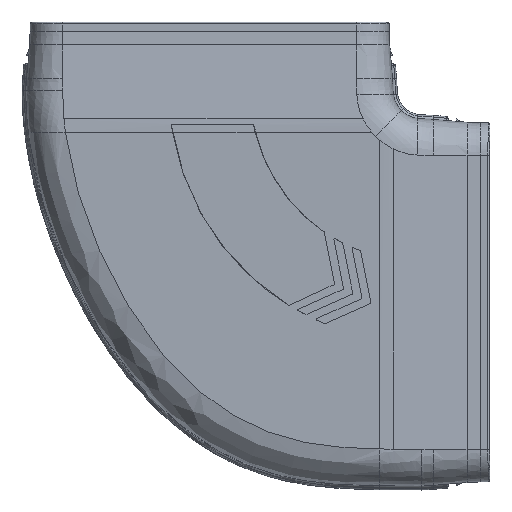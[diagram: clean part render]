
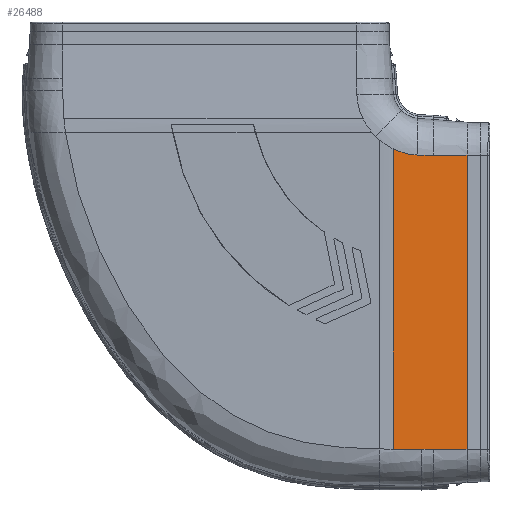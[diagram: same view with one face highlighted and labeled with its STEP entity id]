
A CAD part, top view. The second image highlights one B-rep face of the part: STEP entity #26488.
In plain terms, the highlighted planar face has unit normal (0.083, 0, 0.997).
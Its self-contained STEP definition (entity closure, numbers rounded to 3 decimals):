
#26433=AXIS2_PLACEMENT_3D('Plane Axis2P3D',#26430,#26431,#26432) ;
#22091=CARTESIAN_POINT('Vertex',(-17.451,-35.993,48.655)) ;
#22095=CARTESIAN_POINT('Control Point',(-2.6,-39.915,47.417)) ;
#22096=CARTESIAN_POINT('Control Point',(-3.532,-39.855,47.494)) ;
#22097=CARTESIAN_POINT('Control Point',(-4.46,-39.767,47.572)) ;
#22098=CARTESIAN_POINT('Control Point',(-5.368,-39.655,47.648)) ;
#22099=CARTESIAN_POINT('Control Point',(-6.902,-39.42,47.775)) ;
#22100=CARTESIAN_POINT('Control Point',(-8.423,-39.11,47.902)) ;
#22101=CARTESIAN_POINT('Control Point',(-9.029,-38.975,47.953)) ;
#22102=CARTESIAN_POINT('Control Point',(-10.23,-38.682,48.053)) ;
#22103=CARTESIAN_POINT('Control Point',(-11.419,-38.343,48.152)) ;
#22104=CARTESIAN_POINT('Control Point',(-12.007,-38.163,48.201)) ;
#22105=CARTESIAN_POINT('Control Point',(-13.457,-37.688,48.322)) ;
#22106=CARTESIAN_POINT('Control Point',(-14.897,-37.139,48.442)) ;
#22107=CARTESIAN_POINT('Control Point',(-15.75,-36.787,48.51)) ;
#22108=CARTESIAN_POINT('Control Point',(-16.601,-36.404,48.585)) ;
#22109=CARTESIAN_POINT('Control Point',(-17.451,-35.993,48.655)) ;
#22110=CARTESIAN_POINT('Vertex',(-2.6,-39.915,47.417)) ;
#22238=CARTESIAN_POINT('Line Origine',(-17.451,-153.991,48.655)) ;
#22242=CARTESIAN_POINT('Vertex',(-17.451,-221.918,48.655)) ;
#22801=CARTESIAN_POINT('Control Point',(-17.451,-221.918,48.654)) ;
#22802=CARTESIAN_POINT('Control Point',(-16.908,-221.924,48.61)) ;
#22803=CARTESIAN_POINT('Control Point',(-16.354,-221.929,48.563)) ;
#22804=CARTESIAN_POINT('Control Point',(-15.79,-221.934,48.516)) ;
#22805=CARTESIAN_POINT('Control Point',(-14.615,-221.943,48.418)) ;
#22806=CARTESIAN_POINT('Control Point',(-13.4,-221.952,48.317)) ;
#22807=CARTESIAN_POINT('Control Point',(-12.768,-221.957,48.264)) ;
#22808=CARTESIAN_POINT('Control Point',(-10.751,-221.97,48.096)) ;
#22809=CARTESIAN_POINT('Control Point',(-8.65,-221.981,47.922)) ;
#22810=CARTESIAN_POINT('Control Point',(-7.184,-221.988,47.799)) ;
#22811=CARTESIAN_POINT('Control Point',(-4.882,-221.995,47.607)) ;
#22812=CARTESIAN_POINT('Control Point',(-2.518,-221.999,47.41)) ;
#22813=CARTESIAN_POINT('Control Point',(-1.687,-222.,47.341)) ;
#22814=CARTESIAN_POINT('Control Point',(-0.846,-222.,47.271)) ;
#22815=CARTESIAN_POINT('Control Point',(0.,-222.,47.2)) ;
#22816=CARTESIAN_POINT('Vertex',(0.,-222.,47.2)) ;
#25674=CARTESIAN_POINT('Control Point',(7.4,-40.,46.584)) ;
#25675=CARTESIAN_POINT('Control Point',(5.757,-40.,46.719)) ;
#25676=CARTESIAN_POINT('Control Point',(4.089,-40.,46.859)) ;
#25677=CARTESIAN_POINT('Control Point',(2.4,-40.,47.)) ;
#25678=CARTESIAN_POINT('Vertex',(7.4,-40.,46.584)) ;
#25680=CARTESIAN_POINT('Vertex',(2.4,-40.,47.)) ;
#25738=CARTESIAN_POINT('Control Point',(0.,-40.,47.2)) ;
#25739=CARTESIAN_POINT('Control Point',(-0.872,-40.,47.273)) ;
#25740=CARTESIAN_POINT('Control Point',(-1.739,-39.972,47.345)) ;
#25741=CARTESIAN_POINT('Control Point',(-2.6,-39.915,47.417)) ;
#25742=CARTESIAN_POINT('Vertex',(0.,-40.,47.2)) ;
#25746=CARTESIAN_POINT('Control Point',(2.4,-40.,47.)) ;
#25747=CARTESIAN_POINT('Control Point',(1.599,-40.,47.067)) ;
#25748=CARTESIAN_POINT('Control Point',(0.799,-40.,47.134)) ;
#25749=CARTESIAN_POINT('Control Point',(0.,-40.,47.2)) ;
#26430=CARTESIAN_POINT('Axis2P3D Location',(-6.425,-130.106,47.736)) ;
#26437=CARTESIAN_POINT('Control Point',(2.4,-222.,47.)) ;
#26438=CARTESIAN_POINT('Control Point',(3.416,-222.,46.916)) ;
#26439=CARTESIAN_POINT('Control Point',(4.425,-222.,46.831)) ;
#26440=CARTESIAN_POINT('Control Point',(5.425,-222.,46.748)) ;
#26441=CARTESIAN_POINT('Control Point',(6.417,-222.,46.665)) ;
#26442=CARTESIAN_POINT('Control Point',(7.4,-222.,46.583)) ;
#26443=CARTESIAN_POINT('Vertex',(2.4,-222.,47.)) ;
#26445=CARTESIAN_POINT('Vertex',(7.4,-222.,46.583)) ;
#26448=CARTESIAN_POINT('Line Origine',(17.86,-222.,45.712)) ;
#26452=CARTESIAN_POINT('Vertex',(28.32,-222.,44.84)) ;
#26455=CARTESIAN_POINT('Line Origine',(28.32,-131.,44.84)) ;
#26459=CARTESIAN_POINT('Vertex',(28.32,-40.001,44.84)) ;
#26462=CARTESIAN_POINT('Line Origine',(17.86,-40.,45.712)) ;
#26468=CARTESIAN_POINT('Control Point',(0.,-222.,47.2)) ;
#26469=CARTESIAN_POINT('Control Point',(0.478,-222.,47.16)) ;
#26470=CARTESIAN_POINT('Control Point',(0.957,-222.,47.12)) ;
#26471=CARTESIAN_POINT('Control Point',(1.437,-222.,47.08)) ;
#26472=CARTESIAN_POINT('Control Point',(1.918,-222.,47.04)) ;
#26473=CARTESIAN_POINT('Control Point',(2.4,-222.,47.)) ;
#22239=DIRECTION('Vector Direction',(0.,-1.,0.)) ;
#26431=DIRECTION('Axis2P3D Direction',(0.083,0.,0.997)) ;
#26432=DIRECTION('Axis2P3D XDirection',(-0.002,1.,0.)) ;
#26449=DIRECTION('Vector Direction',(0.997,0.,-0.083)) ;
#26456=DIRECTION('Vector Direction',(0.,-1.,0.)) ;
#26463=DIRECTION('Vector Direction',(0.997,0.,-0.083)) ;
#22240=VECTOR('Line Direction',#22239,1.) ;
#26450=VECTOR('Line Direction',#26449,1.) ;
#26457=VECTOR('Line Direction',#26456,1.) ;
#26464=VECTOR('Line Direction',#26463,1.) ;
#26476=ORIENTED_EDGE('',*,*,#26447,.T.) ;
#26477=ORIENTED_EDGE('',*,*,#26454,.T.) ;
#26478=ORIENTED_EDGE('',*,*,#26461,.F.) ;
#26479=ORIENTED_EDGE('',*,*,#26466,.F.) ;
#26480=ORIENTED_EDGE('',*,*,#25682,.T.) ;
#26481=ORIENTED_EDGE('',*,*,#25750,.T.) ;
#26482=ORIENTED_EDGE('',*,*,#25744,.T.) ;
#26483=ORIENTED_EDGE('',*,*,#22112,.T.) ;
#26484=ORIENTED_EDGE('',*,*,#22244,.F.) ;
#26485=ORIENTED_EDGE('',*,*,#22818,.T.) ;
#26486=ORIENTED_EDGE('',*,*,#26474,.T.) ;
#26488=ADVANCED_FACE('4051006 P-RBH 150 Rohrbogen horizontal 90_vereinfacht',(#26487),#26434,.T.) ;
#22094=B_SPLINE_CURVE_WITH_KNOTS('',5,(#22095,#22096,#22097,#22098,#22099,#22100,#22101,#22102,#22103,#22104,#22105,#22106,#22107,#22108,#22109),.UNSPECIFIED.,.F.,.U.,(6,3,3,3,6),(0.,6.869,11.428,15.974,22.63),.UNSPECIFIED.) ;
#22800=B_SPLINE_CURVE_WITH_KNOTS('',5,(#22801,#22802,#22803,#22804,#22805,#22806,#22807,#22808,#22809,#22810,#22811,#22812,#22813,#22814,#22815),.UNSPECIFIED.,.F.,.U.,(6,3,3,3,6),(0.,4.509,9.239,19.413,24.88),.UNSPECIFIED.) ;
#25673=B_SPLINE_CURVE_WITH_KNOTS('',3,(#25674,#25675,#25676,#25677),.UNSPECIFIED.,.F.,.U.,(4,4),(0.,7.1),.UNSPECIFIED.) ;
#25737=B_SPLINE_CURVE_WITH_KNOTS('',3,(#25738,#25739,#25740,#25741),.UNSPECIFIED.,.F.,.U.,(4,4),(0.,3.696),.UNSPECIFIED.) ;
#25745=B_SPLINE_CURVE_WITH_KNOTS('',3,(#25746,#25747,#25748,#25749),.UNSPECIFIED.,.F.,.U.,(4,4),(0.,3.409),.UNSPECIFIED.) ;
#26436=B_SPLINE_CURVE_WITH_KNOTS('',5,(#26437,#26438,#26439,#26440,#26441,#26442),.UNSPECIFIED.,.F.,.U.,(6,6),(0.,7.096),.UNSPECIFIED.) ;
#26467=B_SPLINE_CURVE_WITH_KNOTS('',5,(#26468,#26469,#26470,#26471,#26472,#26473),.UNSPECIFIED.,.F.,.U.,(6,6),(0.,3.406),.UNSPECIFIED.) ;
#22112=EDGE_CURVE('',#22111,#22092,#22094,.T.) ;
#22244=EDGE_CURVE('',#22243,#22092,#22241,.F.) ;
#22818=EDGE_CURVE('',#22243,#22817,#22800,.T.) ;
#25682=EDGE_CURVE('',#25679,#25681,#25673,.T.) ;
#25744=EDGE_CURVE('',#25743,#22111,#25737,.T.) ;
#25750=EDGE_CURVE('',#25681,#25743,#25745,.T.) ;
#26447=EDGE_CURVE('',#26444,#26446,#26436,.T.) ;
#26454=EDGE_CURVE('',#26446,#26453,#26451,.T.) ;
#26461=EDGE_CURVE('',#26460,#26453,#26458,.T.) ;
#26466=EDGE_CURVE('',#25679,#26460,#26465,.T.) ;
#26474=EDGE_CURVE('',#22817,#26444,#26467,.T.) ;
#26475=EDGE_LOOP('',(#26476,#26477,#26478,#26479,#26480,#26481,#26482,#26483,#26484,#26485,#26486)) ;
#26487=FACE_OUTER_BOUND('',#26475,.T.) ;
#22241=LINE('Line',#22238,#22240) ;
#26451=LINE('Line',#26448,#26450) ;
#26458=LINE('Line',#26455,#26457) ;
#26465=LINE('Line',#26462,#26464) ;
#26434=PLANE('',#26433) ;
#22092=VERTEX_POINT('',#22091) ;
#22111=VERTEX_POINT('',#22110) ;
#22243=VERTEX_POINT('',#22242) ;
#22817=VERTEX_POINT('',#22816) ;
#25679=VERTEX_POINT('',#25678) ;
#25681=VERTEX_POINT('',#25680) ;
#25743=VERTEX_POINT('',#25742) ;
#26444=VERTEX_POINT('',#26443) ;
#26446=VERTEX_POINT('',#26445) ;
#26453=VERTEX_POINT('',#26452) ;
#26460=VERTEX_POINT('',#26459) ;
